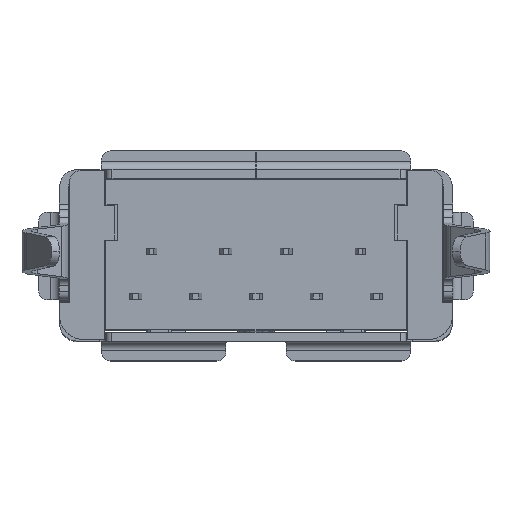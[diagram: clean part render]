
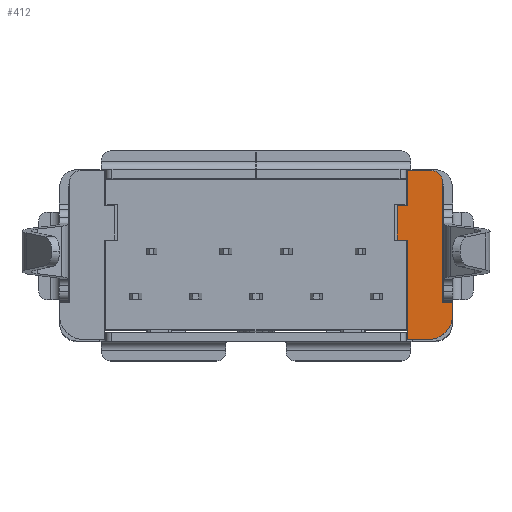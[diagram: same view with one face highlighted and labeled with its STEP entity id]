
A CAD part, top view. The second image highlights one B-rep face of the part: STEP entity #412.
In plain terms, the highlighted planar face has unit normal (0, 0, 1).
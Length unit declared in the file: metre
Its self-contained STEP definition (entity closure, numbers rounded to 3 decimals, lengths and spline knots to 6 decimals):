
#412 = ADVANCED_FACE( '', ( #1596 ), #1597, .T. );
#1596 = FACE_OUTER_BOUND( '', #3638, .T. );
#1597 = PLANE( '', #3639 );
#3638 = EDGE_LOOP( '', ( #7908, #7909, #7910, #7911, #7912, #7913, #7914, #7915, #7916, #7917, #7918, #7919 ) );
#3639 = AXIS2_PLACEMENT_3D( '', #7920, #7921, #7922 );
#7908 = ORIENTED_EDGE( '', *, *, #12978, .T. );
#7909 = ORIENTED_EDGE( '', *, *, #12155, .F. );
#7910 = ORIENTED_EDGE( '', *, *, #12251, .T. );
#7911 = ORIENTED_EDGE( '', *, *, #11799, .T. );
#7912 = ORIENTED_EDGE( '', *, *, #12199, .F. );
#7913 = ORIENTED_EDGE( '', *, *, #12979, .T. );
#7914 = ORIENTED_EDGE( '', *, *, #12689, .T. );
#7915 = ORIENTED_EDGE( '', *, *, #12631, .F. );
#7916 = ORIENTED_EDGE( '', *, *, #12980, .T. );
#7917 = ORIENTED_EDGE( '', *, *, #12981, .T. );
#7918 = ORIENTED_EDGE( '', *, *, #12982, .T. );
#7919 = ORIENTED_EDGE( '', *, *, #12983, .T. );
#7920 = CARTESIAN_POINT( '', ( 0.005625, 0.002962, 0.00442 ) );
#7921 = DIRECTION( '', ( 0., 0., 1. ) );
#7922 = DIRECTION( '', ( 1., 0., 0. ) );
#11799 = EDGE_CURVE( '', #14145, #14143, #14146, .T. );
#12155 = EDGE_CURVE( '', #14810, #14812, #14813, .T. );
#12199 = EDGE_CURVE( '', #14894, #14143, #14896, .T. );
#12251 = EDGE_CURVE( '', #14810, #14145, #14990, .T. );
#12631 = EDGE_CURVE( '', #15655, #15657, #15658, .T. );
#12689 = EDGE_CURVE( '', #15749, #15657, #15750, .T. );
#12978 = EDGE_CURVE( '', #16223, #14812, #16224, .T. );
#12979 = EDGE_CURVE( '', #14894, #15749, #16225, .T. );
#12980 = EDGE_CURVE( '', #15655, #16226, #16227, .T. );
#12981 = EDGE_CURVE( '', #16226, #16228, #16229, .T. );
#12982 = EDGE_CURVE( '', #16228, #16230, #16231, .T. );
#12983 = EDGE_CURVE( '', #16230, #16223, #16232, .T. );
#14143 = VERTEX_POINT( '', #17976 );
#14145 = VERTEX_POINT( '', #17979 );
#14146 = CIRCLE( '', #17980, 0.0003 );
#14810 = VERTEX_POINT( '', #19167 );
#14812 = VERTEX_POINT( '', #19170 );
#14813 = LINE( '', #19171, #19172 );
#14894 = VERTEX_POINT( '', #19287 );
#14896 = LINE( '', #19290, #19291 );
#14990 = LINE( '', #19451, #19452 );
#15655 = VERTEX_POINT( '', #20725 );
#15657 = VERTEX_POINT( '', #20728 );
#15658 = LINE( '', #20729, #20730 );
#15749 = VERTEX_POINT( '', #20893 );
#15750 = LINE( '', #20894, #20895 );
#16223 = VERTEX_POINT( '', #21773 );
#16224 = LINE( '', #21774, #21775 );
#16225 = LINE( '', #21776, #21777 );
#16226 = VERTEX_POINT( '', #21778 );
#16227 = LINE( '', #21779, #21780 );
#16228 = VERTEX_POINT( '', #21781 );
#16229 = LINE( '', #21782, #21783 );
#16230 = VERTEX_POINT( '', #21784 );
#16231 = LINE( '', #21785, #21786 );
#16232 = CIRCLE( '', #21787, 0.0008 );
#17976 = CARTESIAN_POINT( '', ( 0.0059, 0.00285, 0.00442 ) );
#17979 = CARTESIAN_POINT( '', ( 0.0062, 0.00255, 0.00442 ) );
#17980 = AXIS2_PLACEMENT_3D( '', #23844, #23845, #23846 );
#19167 = CARTESIAN_POINT( '', ( 0.0062, -0.00152, 0.00442 ) );
#19170 = CARTESIAN_POINT( '', ( 0.00655, -0.00152, 0.00442 ) );
#19171 = CARTESIAN_POINT( '', ( 0.0062, -0.00152, 0.00442 ) );
#19172 = VECTOR( '', #24303, 1. );
#19287 = CARTESIAN_POINT( '', ( 0.00505, 0.00285, 0.00442 ) );
#19290 = CARTESIAN_POINT( '', ( 0.00505, 0.00285, 0.00442 ) );
#19291 = VECTOR( '', #24363, 1. );
#19451 = CARTESIAN_POINT( '', ( 0.0062, -0.00152, 0.00442 ) );
#19452 = VECTOR( '', #24418, 1. );
#20725 = CARTESIAN_POINT( '', ( 0.0047, 0.000545, 0.00442 ) );
#20728 = CARTESIAN_POINT( '', ( 0.0047, 0.001695, 0.00442 ) );
#20729 = CARTESIAN_POINT( '', ( 0.0047, 0.000545, 0.00442 ) );
#20730 = VECTOR( '', #24892, 1. );
#20893 = CARTESIAN_POINT( '', ( 0.00505, 0.001695, 0.00442 ) );
#20894 = CARTESIAN_POINT( '', ( 0.00505, 0.001695, 0.00442 ) );
#20895 = VECTOR( '', #24966, 1. );
#21773 = CARTESIAN_POINT( '', ( 0.00655, -0.00197, 0.00442 ) );
#21774 = CARTESIAN_POINT( '', ( 0.00655, -0.00197, 0.00442 ) );
#21775 = VECTOR( '', #25386, 1. );
#21776 = CARTESIAN_POINT( '', ( 0.00505, 0.00285, 0.00442 ) );
#21777 = VECTOR( '', #25387, 1. );
#21778 = CARTESIAN_POINT( '', ( 0.00505, 0.000545, 0.00442 ) );
#21779 = CARTESIAN_POINT( '', ( 0.0047, 0.000545, 0.00442 ) );
#21780 = VECTOR( '', #25388, 1. );
#21781 = CARTESIAN_POINT( '', ( 0.00505, -0.00277, 0.00442 ) );
#21782 = CARTESIAN_POINT( '', ( 0.00505, 0.000545, 0.00442 ) );
#21783 = VECTOR( '', #25389, 1. );
#21784 = CARTESIAN_POINT( '', ( 0.00575, -0.00277, 0.00442 ) );
#21785 = CARTESIAN_POINT( '', ( 0.00505, -0.00277, 0.00442 ) );
#21786 = VECTOR( '', #25390, 1. );
#21787 = AXIS2_PLACEMENT_3D( '', #25391, #25392, #25393 );
#23844 = CARTESIAN_POINT( '', ( 0.0059, 0.00255, 0.00442 ) );
#23845 = DIRECTION( '', ( 0., 0., 1. ) );
#23846 = DIRECTION( '', ( 1., 0., 0. ) );
#24303 = DIRECTION( '', ( 1., 0., 0. ) );
#24363 = DIRECTION( '', ( 1., 0., 0. ) );
#24418 = DIRECTION( '', ( 0., 1., 0. ) );
#24892 = DIRECTION( '', ( 0., 1., 0. ) );
#24966 = DIRECTION( '', ( -1., 0., 0. ) );
#25386 = DIRECTION( '', ( 0., 1., 0. ) );
#25387 = DIRECTION( '', ( 0., -1., 0. ) );
#25388 = DIRECTION( '', ( 1., 0., 0. ) );
#25389 = DIRECTION( '', ( 0., -1., 0. ) );
#25390 = DIRECTION( '', ( 1., 0., 0. ) );
#25391 = CARTESIAN_POINT( '', ( 0.00575, -0.00197, 0.00442 ) );
#25392 = DIRECTION( '', ( 0., 0., 1. ) );
#25393 = DIRECTION( '', ( 0., -1., 0. ) );
